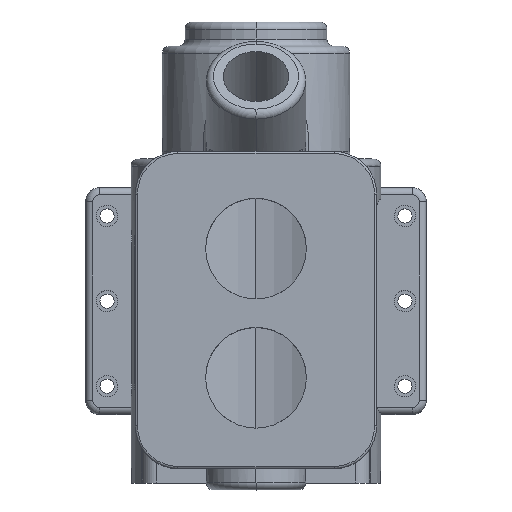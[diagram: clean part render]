
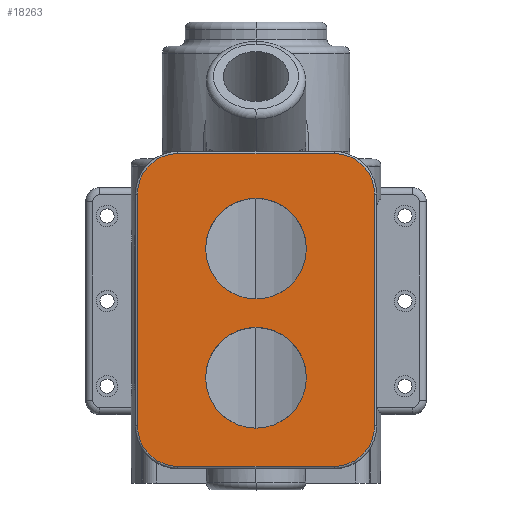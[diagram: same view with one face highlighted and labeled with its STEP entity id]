
A CAD part, top view. The second image highlights one B-rep face of the part: STEP entity #18263.
In plain terms, the highlighted planar face has unit normal (0, 0, 1).
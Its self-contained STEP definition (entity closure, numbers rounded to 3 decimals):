
#17042=CARTESIAN_POINT('Line Origine',(-42.5,-153.5,200.)) ;
#17046=CARTESIAN_POINT('Vertex',(-55.,-153.5,200.)) ;
#17048=CARTESIAN_POINT('Vertex',(55.,-153.5,200.)) ;
#17428=CARTESIAN_POINT('Vertex',(-35.5,-91.,200.)) ;
#17431=CARTESIAN_POINT('Axis2P3D Location',(0.,-91.,200.)) ;
#17435=CARTESIAN_POINT('Vertex',(0.,-126.5,200.)) ;
#17562=CARTESIAN_POINT('Vertex',(0.,-55.5,200.)) ;
#17565=CARTESIAN_POINT('Axis2P3D Location',(0.,-91.,200.)) ;
#17590=CARTESIAN_POINT('Vertex',(-35.5,0.,200.)) ;
#17593=CARTESIAN_POINT('Axis2P3D Location',(0.,0.,200.)) ;
#17597=CARTESIAN_POINT('Vertex',(0.,-35.5,200.)) ;
#17668=CARTESIAN_POINT('Axis2P3D Location',(0.,0.,200.)) ;
#17672=CARTESIAN_POINT('Vertex',(0.,35.5,200.)) ;
#17728=CARTESIAN_POINT('Axis2P3D Location',(0.,-91.,200.)) ;
#17732=CARTESIAN_POINT('Vertex',(35.5,-91.,200.)) ;
#17751=CARTESIAN_POINT('Axis2P3D Location',(0.,-91.,200.)) ;
#17844=CARTESIAN_POINT('Axis2P3D Location',(0.,0.,200.)) ;
#17848=CARTESIAN_POINT('Vertex',(35.5,0.,200.)) ;
#17867=CARTESIAN_POINT('Axis2P3D Location',(0.,0.,200.)) ;
#18177=CARTESIAN_POINT('Axis2P3D Location',(-55.,-125.,200.)) ;
#18181=CARTESIAN_POINT('Vertex',(-83.5,-125.,200.)) ;
#18196=CARTESIAN_POINT('Axis2P3D Location',(0.,0.,200.)) ;
#18201=CARTESIAN_POINT('Axis2P3D Location',(55.,-125.,200.)) ;
#18205=CARTESIAN_POINT('Vertex',(83.5,-125.,200.)) ;
#18208=CARTESIAN_POINT('Line Origine',(83.5,-43.25,200.)) ;
#18212=CARTESIAN_POINT('Vertex',(83.5,38.5,200.)) ;
#18215=CARTESIAN_POINT('Axis2P3D Location',(55.,38.5,200.)) ;
#18219=CARTESIAN_POINT('Vertex',(55.,67.,200.)) ;
#18222=CARTESIAN_POINT('Line Origine',(0.,67.,200.)) ;
#18226=CARTESIAN_POINT('Vertex',(-55.,67.,200.)) ;
#18229=CARTESIAN_POINT('Axis2P3D Location',(-55.,38.5,200.)) ;
#18233=CARTESIAN_POINT('Vertex',(-83.5,38.5,200.)) ;
#18236=CARTESIAN_POINT('Line Origine',(-83.5,-43.25,200.)) ;
#17043=DIRECTION('Vector Direction',(-1.,0.,0.)) ;
#17432=DIRECTION('Axis2P3D Direction',(0.,0.,1.)) ;
#17566=DIRECTION('Axis2P3D Direction',(0.,0.,1.)) ;
#17594=DIRECTION('Axis2P3D Direction',(0.,0.,1.)) ;
#17669=DIRECTION('Axis2P3D Direction',(0.,0.,1.)) ;
#17729=DIRECTION('Axis2P3D Direction',(0.,0.,-1.)) ;
#17752=DIRECTION('Axis2P3D Direction',(0.,0.,-1.)) ;
#17845=DIRECTION('Axis2P3D Direction',(0.,0.,-1.)) ;
#17868=DIRECTION('Axis2P3D Direction',(0.,0.,-1.)) ;
#18178=DIRECTION('Axis2P3D Direction',(-0.,0.,1.)) ;
#18197=DIRECTION('Axis2P3D Direction',(0.,0.,1.)) ;
#18198=DIRECTION('Axis2P3D XDirection',(1.,0.,0.)) ;
#18202=DIRECTION('Axis2P3D Direction',(0.,0.,1.)) ;
#18209=DIRECTION('Vector Direction',(0.,-1.,0.)) ;
#18216=DIRECTION('Axis2P3D Direction',(0.,0.,1.)) ;
#18223=DIRECTION('Vector Direction',(-1.,0.,0.)) ;
#18230=DIRECTION('Axis2P3D Direction',(0.,0.,1.)) ;
#18237=DIRECTION('Vector Direction',(0.,-1.,0.)) ;
#17433=AXIS2_PLACEMENT_3D('Circle Axis2P3D',#17431,#17432,$) ;
#17567=AXIS2_PLACEMENT_3D('Circle Axis2P3D',#17565,#17566,$) ;
#17595=AXIS2_PLACEMENT_3D('Circle Axis2P3D',#17593,#17594,$) ;
#17670=AXIS2_PLACEMENT_3D('Circle Axis2P3D',#17668,#17669,$) ;
#17730=AXIS2_PLACEMENT_3D('Circle Axis2P3D',#17728,#17729,$) ;
#17753=AXIS2_PLACEMENT_3D('Circle Axis2P3D',#17751,#17752,$) ;
#17846=AXIS2_PLACEMENT_3D('Circle Axis2P3D',#17844,#17845,$) ;
#17869=AXIS2_PLACEMENT_3D('Circle Axis2P3D',#17867,#17868,$) ;
#18179=AXIS2_PLACEMENT_3D('Circle Axis2P3D',#18177,#18178,$) ;
#18199=AXIS2_PLACEMENT_3D('Plane Axis2P3D',#18196,#18197,#18198) ;
#18203=AXIS2_PLACEMENT_3D('Circle Axis2P3D',#18201,#18202,$) ;
#18217=AXIS2_PLACEMENT_3D('Circle Axis2P3D',#18215,#18216,$) ;
#18231=AXIS2_PLACEMENT_3D('Circle Axis2P3D',#18229,#18230,$) ;
#18242=ORIENTED_EDGE('',*,*,#18207,.T.) ;
#18243=ORIENTED_EDGE('',*,*,#18214,.T.) ;
#18244=ORIENTED_EDGE('',*,*,#18221,.T.) ;
#18245=ORIENTED_EDGE('',*,*,#18228,.T.) ;
#18246=ORIENTED_EDGE('',*,*,#18235,.F.) ;
#18247=ORIENTED_EDGE('',*,*,#18240,.F.) ;
#18248=ORIENTED_EDGE('',*,*,#18183,.F.) ;
#18249=ORIENTED_EDGE('',*,*,#17050,.T.) ;
#18252=ORIENTED_EDGE('',*,*,#17569,.F.) ;
#18253=ORIENTED_EDGE('',*,*,#17755,.T.) ;
#18254=ORIENTED_EDGE('',*,*,#17734,.T.) ;
#18255=ORIENTED_EDGE('',*,*,#17437,.F.) ;
#18258=ORIENTED_EDGE('',*,*,#17850,.T.) ;
#18259=ORIENTED_EDGE('',*,*,#17599,.F.) ;
#18260=ORIENTED_EDGE('',*,*,#17674,.F.) ;
#18261=ORIENTED_EDGE('',*,*,#17871,.T.) ;
#18256=FACE_BOUND('',#18251,.T.) ;
#18262=FACE_BOUND('',#18257,.T.) ;
#17044=VECTOR('Line Direction',#17043,1.) ;
#18210=VECTOR('Line Direction',#18209,1.) ;
#18224=VECTOR('Line Direction',#18223,1.) ;
#18238=VECTOR('Line Direction',#18237,1.) ;
#18263=ADVANCED_FACE('PartBody',(#18250,#18256,#18262),#18200,.T.) ;
#17434=CIRCLE('generated circle',#17433,35.5) ;
#17568=CIRCLE('generated circle',#17567,35.5) ;
#17596=CIRCLE('generated circle',#17595,35.5) ;
#17671=CIRCLE('generated circle',#17670,35.5) ;
#17731=CIRCLE('generated circle',#17730,35.5) ;
#17754=CIRCLE('generated circle',#17753,35.5) ;
#17847=CIRCLE('generated circle',#17846,35.5) ;
#17870=CIRCLE('generated circle',#17869,35.5) ;
#18180=CIRCLE('generated circle',#18179,28.5) ;
#18204=CIRCLE('generated circle',#18203,28.5) ;
#18218=CIRCLE('generated circle',#18217,28.5) ;
#18232=CIRCLE('generated circle',#18231,28.5) ;
#17050=EDGE_CURVE('',#17047,#17049,#17045,.F.) ;
#17437=EDGE_CURVE('',#17429,#17436,#17434,.T.) ;
#17569=EDGE_CURVE('',#17563,#17429,#17568,.T.) ;
#17599=EDGE_CURVE('',#17591,#17598,#17596,.T.) ;
#17674=EDGE_CURVE('',#17673,#17591,#17671,.T.) ;
#17734=EDGE_CURVE('',#17733,#17436,#17731,.T.) ;
#17755=EDGE_CURVE('',#17563,#17733,#17754,.T.) ;
#17850=EDGE_CURVE('',#17849,#17598,#17847,.T.) ;
#17871=EDGE_CURVE('',#17673,#17849,#17870,.T.) ;
#18183=EDGE_CURVE('',#17047,#18182,#18180,.F.) ;
#18207=EDGE_CURVE('',#17049,#18206,#18204,.T.) ;
#18214=EDGE_CURVE('',#18206,#18213,#18211,.F.) ;
#18221=EDGE_CURVE('',#18213,#18220,#18218,.T.) ;
#18228=EDGE_CURVE('',#18220,#18227,#18225,.T.) ;
#18235=EDGE_CURVE('',#18234,#18227,#18232,.F.) ;
#18240=EDGE_CURVE('',#18182,#18234,#18239,.F.) ;
#18241=EDGE_LOOP('',(#18242,#18243,#18244,#18245,#18246,#18247,#18248,#18249)) ;
#18251=EDGE_LOOP('',(#18252,#18253,#18254,#18255)) ;
#18257=EDGE_LOOP('',(#18258,#18259,#18260,#18261)) ;
#18250=FACE_OUTER_BOUND('',#18241,.T.) ;
#17045=LINE('Line',#17042,#17044) ;
#18211=LINE('Line',#18208,#18210) ;
#18225=LINE('Line',#18222,#18224) ;
#18239=LINE('Line',#18236,#18238) ;
#18200=PLANE('',#18199) ;
#17047=VERTEX_POINT('',#17046) ;
#17049=VERTEX_POINT('',#17048) ;
#17429=VERTEX_POINT('',#17428) ;
#17436=VERTEX_POINT('',#17435) ;
#17563=VERTEX_POINT('',#17562) ;
#17591=VERTEX_POINT('',#17590) ;
#17598=VERTEX_POINT('',#17597) ;
#17673=VERTEX_POINT('',#17672) ;
#17733=VERTEX_POINT('',#17732) ;
#17849=VERTEX_POINT('',#17848) ;
#18182=VERTEX_POINT('',#18181) ;
#18206=VERTEX_POINT('',#18205) ;
#18213=VERTEX_POINT('',#18212) ;
#18220=VERTEX_POINT('',#18219) ;
#18227=VERTEX_POINT('',#18226) ;
#18234=VERTEX_POINT('',#18233) ;
